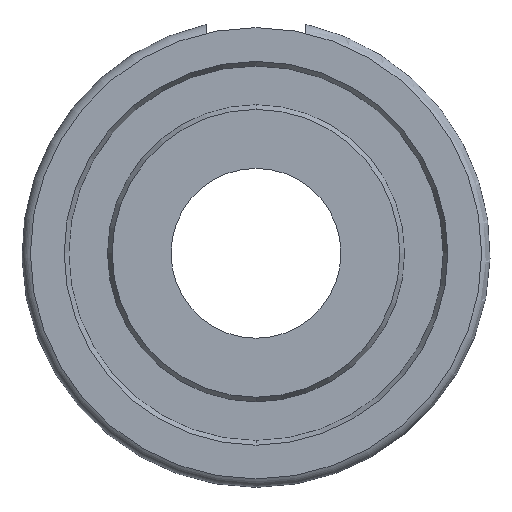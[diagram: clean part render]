
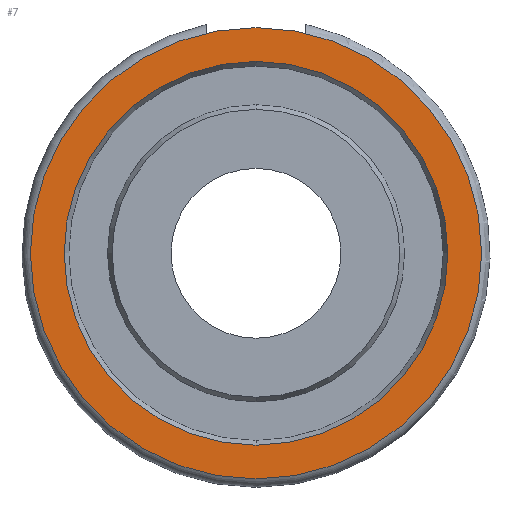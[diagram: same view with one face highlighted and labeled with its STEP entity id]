
A CAD part, left-side view. The second image highlights one B-rep face of the part: STEP entity #7.
In plain terms, the highlighted planar face has unit normal (-1, 0, 0).
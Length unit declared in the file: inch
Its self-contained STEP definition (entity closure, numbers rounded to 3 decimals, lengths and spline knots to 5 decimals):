
#7 = ADVANCED_FACE ( 'NONE', ( #802, #617 ), #86, .F. ) ;
#25 = ORIENTED_EDGE ( 'NONE', *, *, #151, .F. ) ;
#36 = CIRCLE ( 'NONE', #267, 0.24 ) ;
#47 = VERTEX_POINT ( 'NONE', #162 ) ;
#67 = DIRECTION ( 'NONE',  ( 0., 0., 1. ) ) ;
#86 = PLANE ( 'NONE',  #356 ) ;
#87 = ORIENTED_EDGE ( 'NONE', *, *, #614, .F. ) ;
#108 = DIRECTION ( 'NONE',  ( 0., 0., 1. ) ) ;
#121 = CARTESIAN_POINT ( 'NONE',  ( 0., 0., 0. ) ) ;
#141 = AXIS2_PLACEMENT_3D ( 'NONE', #121, #178, #756 ) ;
#151 = EDGE_CURVE ( 'NONE', #551, #193, #36, .T. ) ;
#162 = CARTESIAN_POINT ( 'NONE',  ( 0., 0., 0.28225 ) ) ;
#178 = DIRECTION ( 'NONE',  ( -1., 0., 0. ) ) ;
#193 = VERTEX_POINT ( 'NONE', #644 ) ;
#198 = EDGE_CURVE ( 'NONE', #632, #47, #545, .T. ) ;
#199 = DIRECTION ( 'NONE',  ( -1., 0., 0. ) ) ;
#200 = CARTESIAN_POINT ( 'NONE',  ( 0., 0., 0. ) ) ;
#204 = EDGE_LOOP ( 'NONE', ( #87, #25 ) ) ;
#210 = DIRECTION ( 'NONE',  ( 1., 0., 0. ) ) ;
#231 = CARTESIAN_POINT ( 'NONE',  ( 0., 0., -0.24 ) ) ;
#240 = DIRECTION ( 'NONE',  ( -1., 0., 0. ) ) ;
#261 = AXIS2_PLACEMENT_3D ( 'NONE', #200, #540, #263 ) ;
#263 = DIRECTION ( 'NONE',  ( 0., 0., 1. ) ) ;
#267 = AXIS2_PLACEMENT_3D ( 'NONE', #642, #240, #108 ) ;
#356 = AXIS2_PLACEMENT_3D ( 'NONE', #408, #210, #553 ) ;
#391 = ORIENTED_EDGE ( 'NONE', *, *, #198, .T. ) ;
#408 = CARTESIAN_POINT ( 'NONE',  ( 0., 0.24, 0. ) ) ;
#453 = EDGE_CURVE ( 'NONE', #47, #632, #462, .T. ) ;
#462 = CIRCLE ( 'NONE', #141, 0.28225 ) ;
#540 = DIRECTION ( 'NONE',  ( -1., 0., 0. ) ) ;
#545 = CIRCLE ( 'NONE', #692, 0.28225 ) ;
#551 = VERTEX_POINT ( 'NONE', #231 ) ;
#553 = DIRECTION ( 'NONE',  ( 0., 0., -1. ) ) ;
#586 = ORIENTED_EDGE ( 'NONE', *, *, #453, .T. ) ;
#614 = EDGE_CURVE ( 'NONE', #193, #551, #766, .T. ) ;
#617 = FACE_OUTER_BOUND ( 'NONE', #709, .T. ) ;
#632 = VERTEX_POINT ( 'NONE', #822 ) ;
#642 = CARTESIAN_POINT ( 'NONE',  ( 0., 0., 0. ) ) ;
#644 = CARTESIAN_POINT ( 'NONE',  ( 0., 0., 0.24 ) ) ;
#692 = AXIS2_PLACEMENT_3D ( 'NONE', #738, #199, #67 ) ;
#709 = EDGE_LOOP ( 'NONE', ( #586, #391 ) ) ;
#738 = CARTESIAN_POINT ( 'NONE',  ( 0., 0., 0. ) ) ;
#756 = DIRECTION ( 'NONE',  ( 0., 0., 1. ) ) ;
#766 = CIRCLE ( 'NONE', #261, 0.24 ) ;
#802 = FACE_BOUND ( 'NONE', #204, .T. ) ;
#822 = CARTESIAN_POINT ( 'NONE',  ( 0., 0., -0.28225 ) ) ;
